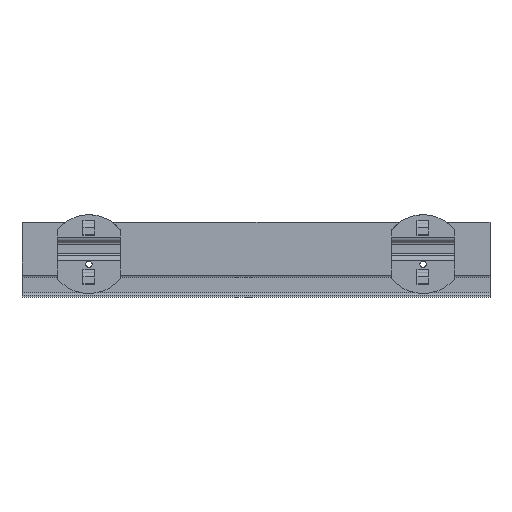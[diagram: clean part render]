
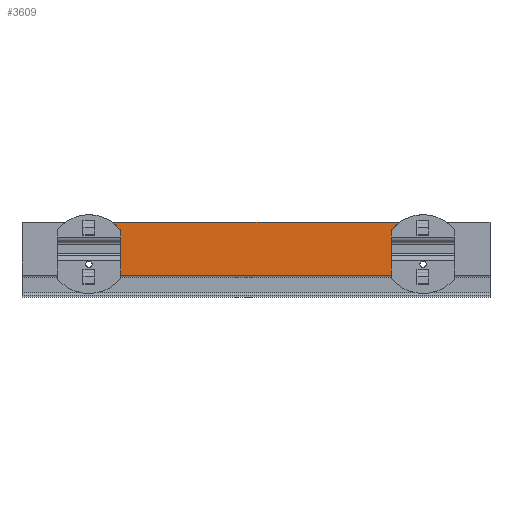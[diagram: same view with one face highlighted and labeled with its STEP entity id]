
A CAD part, front view. The second image highlights one B-rep face of the part: STEP entity #3609.
In plain terms, the highlighted planar face has unit normal (0, -1, 0).
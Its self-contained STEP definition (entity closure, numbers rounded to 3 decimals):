
#2922=CARTESIAN_POINT('',(0.0,2.0,2.801));
#2923=VERTEX_POINT('',#2922);
#2955=CARTESIAN_POINT('',(0.,2.,-15.811));
#2956=VERTEX_POINT('',#2955);
#2995=CARTESIAN_POINT('',(0.0,2.0,-12.347));
#2996=VERTEX_POINT('',#2995);
#3004=CARTESIAN_POINT('',(0.0,2.0,-0.663));
#3005=VERTEX_POINT('',#3004);
#3006=CARTESIAN_POINT('',(0.0,2.0,-0.663));
#3007=DIRECTION('',(0.0,0.0,-1.0));
#3008=VECTOR('',#3007,11.684);
#3009=LINE('',#3006,#3008);
#3010=EDGE_CURVE('',#3005,#2996,#3009,.T.);
#3248=CARTESIAN_POINT('',(214.8,2.,-15.811));
#3249=VERTEX_POINT('',#3248);
#3281=CARTESIAN_POINT('',(214.8,2.0,2.801));
#3282=VERTEX_POINT('',#3281);
#3487=CARTESIAN_POINT('',(107.4,2.0,-6.505));
#3488=DIRECTION('',(0.0,1.0,0.0));
#3489=DIRECTION('',(0.0,0.0,1.0));
#3490=AXIS2_PLACEMENT_3D('',#3487,#3488,#3489);
#3491=PLANE('',#3490);
#3492=CARTESIAN_POINT('',(0.,2.,-27.505));
#3493=VERTEX_POINT('',#3492);
#3494=CARTESIAN_POINT('',(0.,2.,-27.505));
#3495=DIRECTION('',(0.0,0.0,1.0));
#3496=VECTOR('',#3495,11.694);
#3497=LINE('',#3494,#3496);
#3498=EDGE_CURVE('',#3493,#2956,#3497,.T.);
#3499=ORIENTED_EDGE('',*,*,#3498,.F.);
#3500=CARTESIAN_POINT('',(214.8,2.,-27.505));
#3501=VERTEX_POINT('',#3500);
#3502=CARTESIAN_POINT('',(0.0,2.0,-27.505));
#3503=DIRECTION('',(1.0,0.0,0.0));
#3504=VECTOR('',#3503,214.8);
#3505=LINE('',#3502,#3504);
#3506=EDGE_CURVE('',#3493,#3501,#3505,.T.);
#3507=ORIENTED_EDGE('',*,*,#3506,.T.);
#3508=CARTESIAN_POINT('',(214.8,2.,-27.505));
#3509=DIRECTION('',(0.0,0.0,1.0));
#3510=VECTOR('',#3509,11.694);
#3511=LINE('',#3508,#3510);
#3512=EDGE_CURVE('',#3501,#3249,#3511,.T.);
#3513=ORIENTED_EDGE('',*,*,#3512,.T.);
#3514=CARTESIAN_POINT('',(214.8,2.0,-12.347));
#3515=VERTEX_POINT('',#3514);
#3516=CARTESIAN_POINT('',(214.8,2.0,-12.347));
#3517=DIRECTION('',(0.0,0.0,-1.0));
#3518=VECTOR('',#3517,3.464);
#3519=LINE('',#3516,#3518);
#3520=EDGE_CURVE('',#3515,#3249,#3519,.T.);
#3521=ORIENTED_EDGE('',*,*,#3520,.F.);
#3522=CARTESIAN_POINT('',(214.8,2.0,-0.663));
#3523=VERTEX_POINT('',#3522);
#3524=CARTESIAN_POINT('',(214.8,2.0,-12.347));
#3525=DIRECTION('',(0.0,0.0,1.0));
#3526=VECTOR('',#3525,11.684);
#3527=LINE('',#3524,#3526);
#3528=EDGE_CURVE('',#3515,#3523,#3527,.T.);
#3529=ORIENTED_EDGE('',*,*,#3528,.T.);
#3530=CARTESIAN_POINT('',(214.8,2.0,2.801));
#3531=DIRECTION('',(0.0,0.0,-1.0));
#3532=VECTOR('',#3531,3.464);
#3533=LINE('',#3530,#3532);
#3534=EDGE_CURVE('',#3282,#3523,#3533,.T.);
#3535=ORIENTED_EDGE('',*,*,#3534,.F.);
#3536=CARTESIAN_POINT('',(214.8,2.0,7.781));
#3537=VERTEX_POINT('',#3536);
#3538=CARTESIAN_POINT('',(214.8,2.0,7.781));
#3539=DIRECTION('',(0.0,0.0,-1.0));
#3540=VECTOR('',#3539,4.98);
#3541=LINE('',#3538,#3540);
#3542=EDGE_CURVE('',#3537,#3282,#3541,.T.);
#3543=ORIENTED_EDGE('',*,*,#3542,.F.);
#3544=CARTESIAN_POINT('',(215.273,2.,9.072));
#3545=VERTEX_POINT('',#3544);
#3546=CARTESIAN_POINT('',(216.8,2.,7.781));
#3547=DIRECTION('',(0.,-1.0,0.));
#3548=DIRECTION('',(-0.939,0.,0.344));
#3549=AXIS2_PLACEMENT_3D('',#3546,#3547,#3548);
#3550=CIRCLE('',#3549,2.0);
#3551=EDGE_CURVE('',#3545,#3537,#3550,.T.);
#3552=ORIENTED_EDGE('',*,*,#3551,.F.);
#3553=CARTESIAN_POINT('',(221.158,2.,14.495));
#3554=VERTEX_POINT('',#3553);
#3555=CARTESIAN_POINT('',(239.9,2.,-11.75));
#3556=DIRECTION('',(0.,1.0,0.));
#3557=DIRECTION('',(0.778,0.,0.628));
#3558=AXIS2_PLACEMENT_3D('',#3555,#3556,#3557);
#3559=CIRCLE('',#3558,32.25);
#3560=EDGE_CURVE('',#3545,#3554,#3559,.T.);
#3561=ORIENTED_EDGE('',*,*,#3560,.T.);
#3562=CARTESIAN_POINT('',(-6.358,2.,14.495));
#3563=VERTEX_POINT('',#3562);
#3564=CARTESIAN_POINT('',(221.158,2.0,14.495));
#3565=DIRECTION('',(-1.0,0.0,0.0));
#3566=VECTOR('',#3565,227.515);
#3567=LINE('',#3564,#3566);
#3568=EDGE_CURVE('',#3554,#3563,#3567,.T.);
#3569=ORIENTED_EDGE('',*,*,#3568,.T.);
#3570=CARTESIAN_POINT('',(-0.473,2.,9.072));
#3571=VERTEX_POINT('',#3570);
#3572=CARTESIAN_POINT('',(-25.1,2.,-11.75));
#3573=DIRECTION('',(0.,1.0,0.));
#3574=DIRECTION('',(0.778,0.,0.628));
#3575=AXIS2_PLACEMENT_3D('',#3572,#3573,#3574);
#3576=CIRCLE('',#3575,32.25);
#3577=EDGE_CURVE('',#3563,#3571,#3576,.T.);
#3578=ORIENTED_EDGE('',*,*,#3577,.T.);
#3579=CARTESIAN_POINT('',(0.,2.0,7.781));
#3580=VERTEX_POINT('',#3579);
#3581=CARTESIAN_POINT('',(-2.,2.,7.781));
#3582=DIRECTION('',(0.,-1.0,0.));
#3583=DIRECTION('',(0.939,0.,0.344));
#3584=AXIS2_PLACEMENT_3D('',#3581,#3582,#3583);
#3585=CIRCLE('',#3584,2.0);
#3586=EDGE_CURVE('',#3580,#3571,#3585,.T.);
#3587=ORIENTED_EDGE('',*,*,#3586,.F.);
#3588=CARTESIAN_POINT('',(0.,2.0,2.801));
#3589=DIRECTION('',(0.0,0.0,1.0));
#3590=VECTOR('',#3589,4.98);
#3591=LINE('',#3588,#3590);
#3592=EDGE_CURVE('',#2923,#3580,#3591,.T.);
#3593=ORIENTED_EDGE('',*,*,#3592,.F.);
#3594=CARTESIAN_POINT('',(0.0,2.0,-0.663));
#3595=DIRECTION('',(0.0,0.0,1.0));
#3596=VECTOR('',#3595,3.464);
#3597=LINE('',#3594,#3596);
#3598=EDGE_CURVE('',#3005,#2923,#3597,.T.);
#3599=ORIENTED_EDGE('',*,*,#3598,.F.);
#3600=ORIENTED_EDGE('',*,*,#3010,.T.);
#3601=CARTESIAN_POINT('',(0.,2.0,-15.811));
#3602=DIRECTION('',(0.0,0.0,1.0));
#3603=VECTOR('',#3602,3.464);
#3604=LINE('',#3601,#3603);
#3605=EDGE_CURVE('',#2956,#2996,#3604,.T.);
#3606=ORIENTED_EDGE('',*,*,#3605,.F.);
#3607=EDGE_LOOP('',(#3499,#3507,#3513,#3521,#3529,#3535,#3543,#3552,#3561,#3569,#3578,#3587,#3593,#3599,#3600,#3606));
#3608=FACE_OUTER_BOUND('',#3607,.T.);
#3609=ADVANCED_FACE('',(#3608),#3491,.F.);
